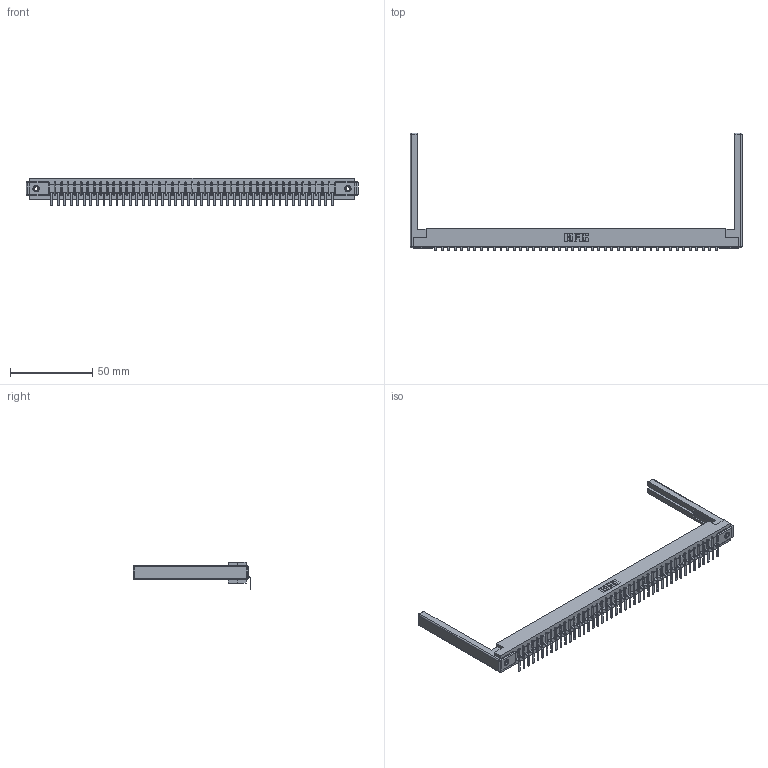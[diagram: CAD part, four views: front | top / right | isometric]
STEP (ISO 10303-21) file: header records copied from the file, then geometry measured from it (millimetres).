
FILE_DESCRIPTION (( 'STEP AP203' ), '1' );
FILE_NAME ('357-044-559-168.STEP', '2022-07-12T19:21:55', ( '' ), ( '' ), 'SwSTEP 2.0', 'SolidWorks 2020', '' );
FILE_SCHEMA (( 'CONFIG_CONTROL_DESIGN' ));
Length unit declared in the file: inch
Products named in the file (5): 345-250-001_345-250-001-102; 307-220-068; 307-290-001_558 559 - 1 (Single); 357-044-559-168; 307 Part_.156 Dia Mounting Holes
Assembly tree (49 placements, depth 2):
  357-044-559-168
    307 Part_.156 Dia Mounting Holes
    307-290-001_558 559 - 1 (Single)  x44
    307-220-068  x2
    345-250-001_345-250-001-102  x2
Bounding box: 201.78 x 71.67 x 16.8 mm (x, y, z)
Volume: 25374.2 mm3; surface area: 26432.9 mm2
Topology: 49 solids, 49 shells, 2957 faces, 8369 edges, 5378 vertices
Faces by surface type: plane 1874, cylinder 969, sphere 98, cone 12, torus 4
Entity records: 40337 total; most frequent: CARTESIAN_POINT 6761, ORIENTED_EDGE 6736, DIRECTION 6592, EDGE_CURVE 3368, VECTOR 2582, LINE 2582, VERTEX_POINT 2174, AXIS2_PLACEMENT_3D 2005
